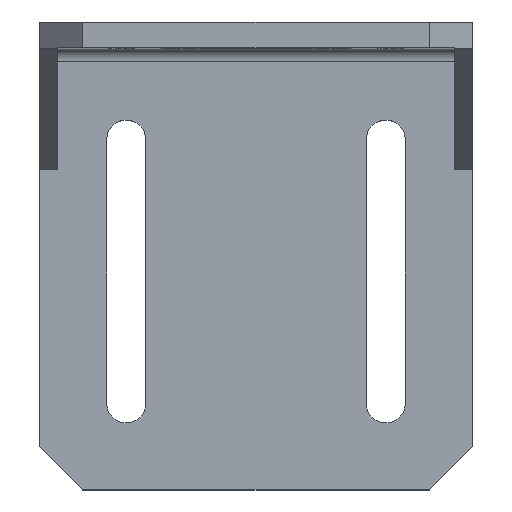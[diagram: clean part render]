
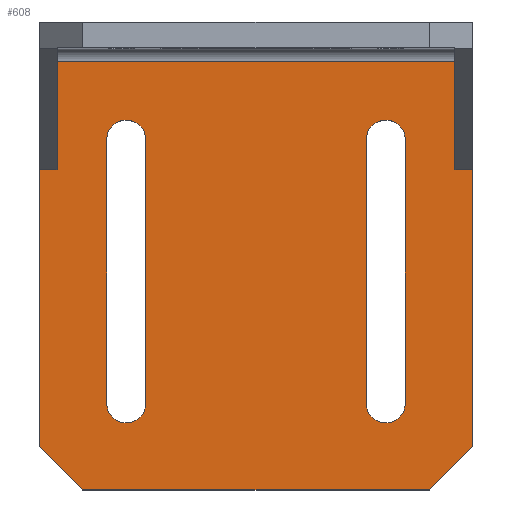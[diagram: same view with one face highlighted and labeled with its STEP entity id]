
A CAD part, top view. The second image highlights one B-rep face of the part: STEP entity #608.
In plain terms, the highlighted planar face has unit normal (0, 0, 1).
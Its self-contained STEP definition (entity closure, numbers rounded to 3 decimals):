
#21=PLANE('',#655);
#41=LINE('',#884,#101);
#43=LINE('',#890,#103);
#44=LINE('',#892,#104);
#45=LINE('',#894,#105);
#46=LINE('',#896,#106);
#47=LINE('',#898,#107);
#48=LINE('',#900,#108);
#49=LINE('',#902,#109);
#50=LINE('',#904,#110);
#51=LINE('',#906,#111);
#52=LINE('',#910,#112);
#53=LINE('',#914,#113);
#54=LINE('',#915,#114);
#55=LINE('',#920,#115);
#101=VECTOR('',#713,1000.);
#103=VECTOR('',#719,1000.);
#104=VECTOR('',#720,1000.);
#105=VECTOR('',#721,1000.);
#106=VECTOR('',#722,1000.);
#107=VECTOR('',#723,1000.);
#108=VECTOR('',#724,1000.);
#109=VECTOR('',#725,1000.);
#110=VECTOR('',#726,1000.);
#111=VECTOR('',#727,1000.);
#112=VECTOR('',#730,1000.);
#113=VECTOR('',#733,1000.);
#114=VECTOR('',#734,1000.);
#115=VECTOR('',#737,1000.);
#165=ORIENTED_EDGE('',*,*,#331,.F.);
#166=ORIENTED_EDGE('',*,*,#332,.T.);
#167=ORIENTED_EDGE('',*,*,#333,.T.);
#168=ORIENTED_EDGE('',*,*,#334,.T.);
#169=ORIENTED_EDGE('',*,*,#335,.T.);
#170=ORIENTED_EDGE('',*,*,#336,.T.);
#171=ORIENTED_EDGE('',*,*,#337,.T.);
#172=ORIENTED_EDGE('',*,*,#338,.F.);
#173=ORIENTED_EDGE('',*,*,#339,.F.);
#174=ORIENTED_EDGE('',*,*,#328,.T.);
#175=ORIENTED_EDGE('',*,*,#340,.T.);
#176=ORIENTED_EDGE('',*,*,#341,.T.);
#177=ORIENTED_EDGE('',*,*,#342,.T.);
#178=ORIENTED_EDGE('',*,*,#343,.T.);
#179=ORIENTED_EDGE('',*,*,#344,.T.);
#180=ORIENTED_EDGE('',*,*,#345,.T.);
#181=ORIENTED_EDGE('',*,*,#346,.T.);
#182=ORIENTED_EDGE('',*,*,#347,.T.);
#328=EDGE_CURVE('',#412,#410,#41,.T.);
#331=EDGE_CURVE('',#414,#410,#43,.T.);
#332=EDGE_CURVE('',#414,#415,#44,.T.);
#333=EDGE_CURVE('',#415,#416,#45,.T.);
#334=EDGE_CURVE('',#416,#417,#46,.F.);
#335=EDGE_CURVE('',#417,#418,#47,.T.);
#336=EDGE_CURVE('',#418,#419,#48,.F.);
#337=EDGE_CURVE('',#419,#420,#49,.T.);
#338=EDGE_CURVE('',#421,#420,#50,.T.);
#339=EDGE_CURVE('',#412,#421,#51,.T.);
#340=EDGE_CURVE('',#422,#423,#471,.T.);
#341=EDGE_CURVE('',#423,#424,#52,.T.);
#342=EDGE_CURVE('',#424,#425,#472,.T.);
#343=EDGE_CURVE('',#425,#422,#53,.T.);
#344=EDGE_CURVE('',#426,#427,#54,.T.);
#345=EDGE_CURVE('',#427,#428,#473,.T.);
#346=EDGE_CURVE('',#428,#429,#55,.T.);
#347=EDGE_CURVE('',#429,#426,#474,.T.);
#410=VERTEX_POINT('',#882);
#412=VERTEX_POINT('',#885);
#414=VERTEX_POINT('',#891);
#415=VERTEX_POINT('',#893);
#416=VERTEX_POINT('',#895);
#417=VERTEX_POINT('',#897);
#418=VERTEX_POINT('',#899);
#419=VERTEX_POINT('',#901);
#420=VERTEX_POINT('',#903);
#421=VERTEX_POINT('',#905);
#422=VERTEX_POINT('',#908);
#423=VERTEX_POINT('',#909);
#424=VERTEX_POINT('',#911);
#425=VERTEX_POINT('',#913);
#426=VERTEX_POINT('',#916);
#427=VERTEX_POINT('',#917);
#428=VERTEX_POINT('',#919);
#429=VERTEX_POINT('',#921);
#471=CIRCLE('',#656,2.25);
#472=CIRCLE('',#657,2.25);
#473=CIRCLE('',#658,2.25);
#474=CIRCLE('',#659,2.25);
#493=EDGE_LOOP('',(#165,#166,#167,#168,#169,#170,#171,#172,#173,#174));
#494=EDGE_LOOP('',(#175,#176,#177,#178));
#495=EDGE_LOOP('',(#179,#180,#181,#182));
#545=FACE_BOUND('',#493,.T.);
#546=FACE_BOUND('',#494,.T.);
#547=FACE_BOUND('',#495,.T.);
#608=ADVANCED_FACE('',(#545,#546,#547),#21,.T.);
#655=AXIS2_PLACEMENT_3D('',#889,#717,#718);
#656=AXIS2_PLACEMENT_3D('',#907,#728,#729);
#657=AXIS2_PLACEMENT_3D('',#912,#731,#732);
#658=AXIS2_PLACEMENT_3D('',#918,#735,#736);
#659=AXIS2_PLACEMENT_3D('',#922,#738,#739);
#713=DIRECTION('',(-1.,0.,0.));
#717=DIRECTION('',(0.,0.,1.));
#718=DIRECTION('',(1.,0.,0.));
#719=DIRECTION('',(0.,1.,0.));
#720=DIRECTION('',(-1.,0.,0.));
#721=DIRECTION('',(0.,-1.,0.));
#722=DIRECTION('',(-0.707,0.707,0.));
#723=DIRECTION('',(1.,0.,0.));
#724=DIRECTION('',(-0.707,-0.707,0.));
#725=DIRECTION('',(0.,1.,0.));
#726=DIRECTION('',(1.,0.,0.));
#727=DIRECTION('',(0.,-1.,0.));
#728=DIRECTION('',(0.,0.,-1.));
#729=DIRECTION('',(1.,0.,0.));
#730=DIRECTION('',(0.,1.,0.));
#731=DIRECTION('',(0.,0.,-1.));
#732=DIRECTION('',(-1.,0.,0.));
#733=DIRECTION('',(0.,-1.,0.));
#734=DIRECTION('',(0.,1.,0.));
#735=DIRECTION('',(0.,0.,-1.));
#736=DIRECTION('',(-1.,0.,0.));
#737=DIRECTION('',(0.,-1.,0.));
#738=DIRECTION('',(0.,0.,-1.));
#739=DIRECTION('',(1.,0.,0.));
#882=CARTESIAN_POINT('',(-23.,22.5,0.));
#884=CARTESIAN_POINT('',(-25.,22.5,0.));
#885=CARTESIAN_POINT('',(23.,22.5,0.));
#889=CARTESIAN_POINT('',(0.,0.,0.));
#890=CARTESIAN_POINT('',(-23.,10.,0.));
#891=CARTESIAN_POINT('',(-23.,10.,0.));
#892=CARTESIAN_POINT('',(-23.,10.,0.));
#893=CARTESIAN_POINT('',(-25.,10.,0.));
#894=CARTESIAN_POINT('',(-25.,27.,0.));
#895=CARTESIAN_POINT('',(-25.,-22.,0.));
#896=CARTESIAN_POINT('',(-23.5,-23.5,0.));
#897=CARTESIAN_POINT('',(-20.,-27.,0.));
#898=CARTESIAN_POINT('',(-25.,-27.,0.));
#899=CARTESIAN_POINT('',(20.,-27.,0.));
#900=CARTESIAN_POINT('',(23.5,-23.5,0.));
#901=CARTESIAN_POINT('',(25.,-22.,0.));
#902=CARTESIAN_POINT('',(25.,-27.,0.));
#903=CARTESIAN_POINT('',(25.,10.,0.));
#904=CARTESIAN_POINT('',(23.,10.,0.));
#905=CARTESIAN_POINT('',(23.,10.,0.));
#906=CARTESIAN_POINT('',(23.,22.5,0.));
#907=CARTESIAN_POINT('',(-15.,-17.,0.));
#908=CARTESIAN_POINT('',(-12.75,-17.,0.));
#909=CARTESIAN_POINT('',(-17.25,-17.,0.));
#910=CARTESIAN_POINT('',(-17.25,-17.,0.));
#911=CARTESIAN_POINT('',(-17.25,13.5,0.));
#912=CARTESIAN_POINT('',(-15.,13.5,0.));
#913=CARTESIAN_POINT('',(-12.75,13.5,0.));
#914=CARTESIAN_POINT('',(-12.75,13.5,0.));
#915=CARTESIAN_POINT('',(12.75,-17.,0.));
#916=CARTESIAN_POINT('',(12.75,-17.,0.));
#917=CARTESIAN_POINT('',(12.75,13.5,0.));
#918=CARTESIAN_POINT('',(15.,13.5,0.));
#919=CARTESIAN_POINT('',(17.25,13.5,0.));
#920=CARTESIAN_POINT('',(17.25,13.5,0.));
#921=CARTESIAN_POINT('',(17.25,-17.,0.));
#922=CARTESIAN_POINT('',(15.,-17.,0.));
